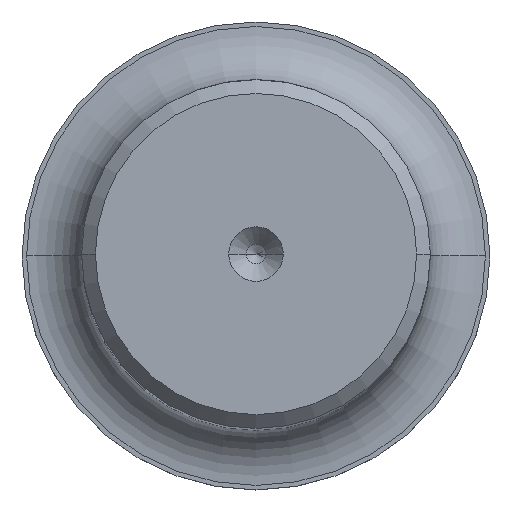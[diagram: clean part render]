
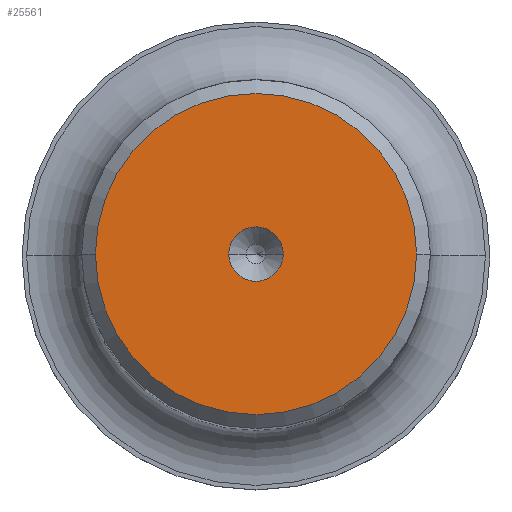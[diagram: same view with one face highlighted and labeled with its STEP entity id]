
A CAD part, top view. The second image highlights one B-rep face of the part: STEP entity #25561.
In plain terms, the highlighted planar face has unit normal (0, 0, 1).
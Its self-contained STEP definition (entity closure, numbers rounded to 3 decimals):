
#2947 = AXIS2_PLACEMENT_3D ( 'NONE', #3782, #3783, #3784 ) ;
#3092 = CARTESIAN_POINT ( 'NONE',  ( -5.835, 0., 49.152 ) ) ;
#3099 = CARTESIAN_POINT ( 'NONE',  ( 5.835, 0., 49.152 ) ) ;
#3268 = CIRCLE ( 'NONE', #2947, 5.835 ) ;
#3270 = CIRCLE ( 'NONE', #13599, 0.991 ) ;
#3779 = CARTESIAN_POINT ( 'NONE',  ( 0., 0., 49.152 ) ) ;
#3780 = DIRECTION ( 'NONE',  ( 0., 0., 1. ) ) ;
#3781 = DIRECTION ( 'NONE',  ( 1., 0., 0. ) ) ;
#3782 = CARTESIAN_POINT ( 'NONE',  ( 0., 0., 49.152 ) ) ;
#3783 = DIRECTION ( 'NONE',  ( 0., 0., 1. ) ) ;
#3784 = DIRECTION ( 'NONE',  ( 1., 0., 0. ) ) ;
#10645 = VERTEX_POINT ( 'NONE', #26873 ) ;
#10646 = VERTEX_POINT ( 'NONE', #26874 ) ;
#10884 = CARTESIAN_POINT ( 'NONE',  ( 0., 0., 49.152 ) ) ;
#10885 = DIRECTION ( 'NONE',  ( 0., 0., 1. ) ) ;
#10886 = DIRECTION ( 'NONE',  ( 1., 0., 0. ) ) ;
#11187 = CARTESIAN_POINT ( 'NONE',  ( 0., 0., 49.152 ) ) ;
#11188 = DIRECTION ( 'NONE',  ( 0., 0., 1. ) ) ;
#11189 = DIRECTION ( 'NONE',  ( 1., 0., 0. ) ) ;
#13599 = AXIS2_PLACEMENT_3D ( 'NONE', #3779, #3780, #3781 ) ;
#14748 = ORIENTED_EDGE ( 'NONE', *, *, #27758, .T. ) ;
#14749 = ORIENTED_EDGE ( 'NONE', *, *, #25882, .T. ) ;
#14750 = ORIENTED_EDGE ( 'NONE', *, *, #27757, .F. ) ;
#14751 = ORIENTED_EDGE ( 'NONE', *, *, #25809, .F. ) ;
#15346 = AXIS2_PLACEMENT_3D ( 'NONE', #20462, #20460, #20468 ) ;
#15761 = CIRCLE ( 'NONE', #15765, 0.991 ) ;
#15765 = AXIS2_PLACEMENT_3D ( 'NONE', #10884, #10885, #10886 ) ;
#20460 = DIRECTION ( 'NONE',  ( 0., 0., 1. ) ) ;
#20462 = CARTESIAN_POINT ( 'NONE',  ( 0., 0., 49.152 ) ) ;
#20463 = FACE_OUTER_BOUND ( 'NONE', #26646, .T. ) ;
#20465 = FACE_BOUND ( 'NONE', #26653, .T. ) ;
#20466 = PLANE ( 'NONE',  #15346 ) ;
#20468 = DIRECTION ( 'NONE',  ( 1., 0., 0. ) ) ;
#25561 = ADVANCED_FACE ( 'NONE', ( #20463, #20465 ), #20466, .T. ) ;
#25809 = EDGE_CURVE ( 'NONE', #10645, #10646, #15761, .T. ) ;
#25882 = EDGE_CURVE ( 'NONE', #28550, #28545, #26040, .T. ) ;
#26040 = CIRCLE ( 'NONE', #26045, 5.835 ) ;
#26045 = AXIS2_PLACEMENT_3D ( 'NONE', #11187, #11188, #11189 ) ;
#26646 = EDGE_LOOP ( 'NONE', ( #14748, #14749 ) ) ;
#26653 = EDGE_LOOP ( 'NONE', ( #14750, #14751 ) ) ;
#26873 = CARTESIAN_POINT ( 'NONE',  ( -0.991, 0., 49.152 ) ) ;
#26874 = CARTESIAN_POINT ( 'NONE',  ( 0.991, 0., 49.152 ) ) ;
#27757 = EDGE_CURVE ( 'NONE', #10646, #10645, #3270, .T. ) ;
#27758 = EDGE_CURVE ( 'NONE', #28545, #28550, #3268, .T. ) ;
#28545 = VERTEX_POINT ( 'NONE', #3092 ) ;
#28550 = VERTEX_POINT ( 'NONE', #3099 ) ;
